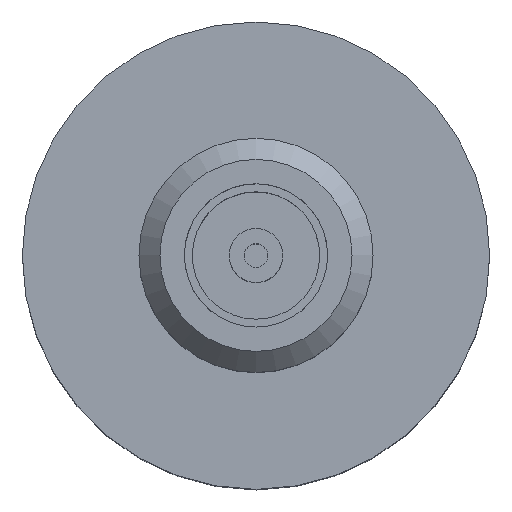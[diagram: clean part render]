
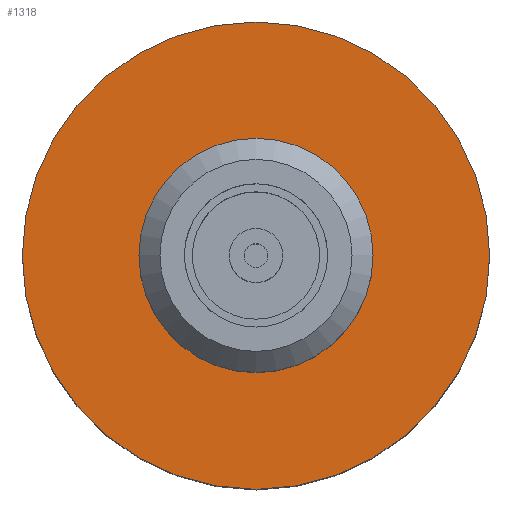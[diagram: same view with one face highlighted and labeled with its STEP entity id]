
A CAD part, top view. The second image highlights one B-rep face of the part: STEP entity #1318.
In plain terms, the highlighted planar face has unit normal (0, 0, 1).
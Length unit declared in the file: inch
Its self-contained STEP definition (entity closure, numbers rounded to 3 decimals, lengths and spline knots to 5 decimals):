
#49=PLANE($,#1490);
#253=FACE_BOUND($,#481,.T.);
#339=FACE_OUTER_BOUND($,#480,.T.);
#480=EDGE_LOOP($,(#1212));
#481=EDGE_LOOP($,(#1213));
#575=CIRCLE($,#1482,0.499);
#577=CIRCLE($,#1485,0.25);
#725=VERTEX_POINT($,#4076);
#727=VERTEX_POINT($,#4081);
#891=EDGE_CURVE($,#725,#725,#575,.T.);
#893=EDGE_CURVE($,#727,#727,#577,.T.);
#1212=ORIENTED_EDGE($,*,*,#891,.T.);
#1213=ORIENTED_EDGE($,*,*,#893,.F.);
#1318=ADVANCED_FACE($,(#339,#253),#49,.T.);
#1482=AXIS2_PLACEMENT_3D($,#4077,#1808,#1809);
#1485=AXIS2_PLACEMENT_3D($,#4082,#1814,#1815);
#1490=AXIS2_PLACEMENT_3D($,#4089,#1824,#1825);
#1808=DIRECTION('center_axis',(0.,0.,1.));
#1809=DIRECTION('ref_axis',(1.,0.,0.));
#1814=DIRECTION('center_axis',(0.,0.,1.));
#1815=DIRECTION('ref_axis',(1.,0.,0.));
#1824=DIRECTION('center_axis',(0.,0.,1.));
#1825=DIRECTION('ref_axis',(1.,0.,0.));
#4076=CARTESIAN_POINT('',(-0.499,0.,0.594));
#4077=CARTESIAN_POINT('Origin',(0.,0.,0.594));
#4081=CARTESIAN_POINT('',(0.25,0.,0.594));
#4082=CARTESIAN_POINT('Origin',(0.,0.,
0.594));
#4089=CARTESIAN_POINT('Origin',(0.,0.,
0.594));
